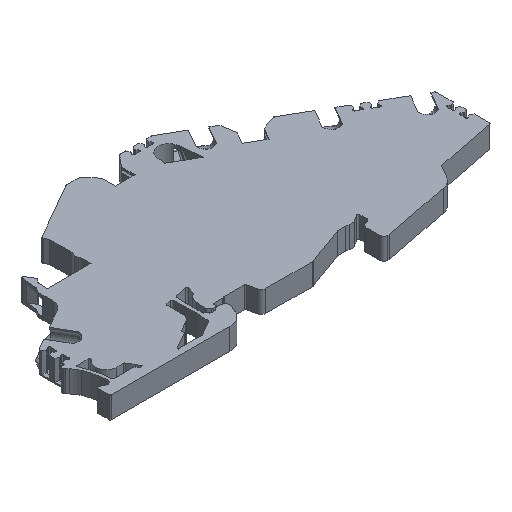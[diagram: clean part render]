
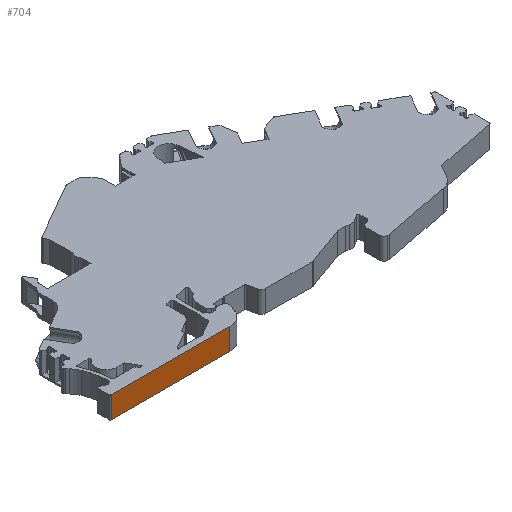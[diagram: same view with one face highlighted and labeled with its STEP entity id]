
A CAD part, isometric view. The second image highlights one B-rep face of the part: STEP entity #704.
In plain terms, the highlighted planar face has unit normal (0, -1, 0).
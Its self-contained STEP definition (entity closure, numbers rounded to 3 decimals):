
#704=ADVANCED_FACE('',(#1496),#1126,.T.);
#1126=PLANE('',#10479);
#1496=FACE_OUTER_BOUND('',#1993,.T.);
#1993=EDGE_LOOP('',(#4177,#4178,#4179,#4180));
#4177=ORIENTED_EDGE('',*,*,#6861,.F.);
#4178=ORIENTED_EDGE('',*,*,#7504,.T.);
#4179=ORIENTED_EDGE('',*,*,#6648,.F.);
#4180=ORIENTED_EDGE('',*,*,#7501,.T.);
#5658=VERTEX_POINT('',#14038);
#5659=VERTEX_POINT('',#14040);
#5863=VERTEX_POINT('',#14459);
#5865=VERTEX_POINT('',#14462);
#6648=EDGE_CURVE('',#5658,#5659,#8068,.T.);
#6861=EDGE_CURVE('',#5863,#5865,#8200,.T.);
#7501=EDGE_CURVE('',#5658,#5865,#8619,.T.);
#7504=EDGE_CURVE('',#5863,#5659,#8622,.T.);
#8068=LINE('',#14039,#9091);
#8200=LINE('',#14461,#9223);
#8619=LINE('',#16188,#9642);
#8622=LINE('',#16193,#9645);
#9091=VECTOR('',#11115,1.);
#9223=VECTOR('',#11415,1.);
#9642=VECTOR('',#12544,1.);
#9645=VECTOR('',#12551,1.);
#10479=AXIS2_PLACEMENT_3D('',#16194,#12552,#12553);
#11115=DIRECTION('',(1.,0.,0.));
#11415=DIRECTION('',(-1.,0.,0.));
#12544=DIRECTION('',(0.,0.,-1.));
#12551=DIRECTION('',(0.,0.,1.));
#12552=DIRECTION('',(0.,-1.,0.));
#12553=DIRECTION('',(0.,0.,-1.));
#14038=CARTESIAN_POINT('',(-48.2,-6.5,0.));
#14039=CARTESIAN_POINT('',(-39.587,-6.5,0.));
#14040=CARTESIAN_POINT('',(-20.43,-6.5,0.));
#14459=CARTESIAN_POINT('',(-20.43,-6.5,-5.1));
#14461=CARTESIAN_POINT('',(0.,-6.5,-5.1));
#14462=CARTESIAN_POINT('',(-48.2,-6.5,-5.1));
#16188=CARTESIAN_POINT('',(-48.2,-6.5,0.));
#16193=CARTESIAN_POINT('',(-20.43,-6.5,-5.1));
#16194=CARTESIAN_POINT('',(-48.5,-6.5,0.));
